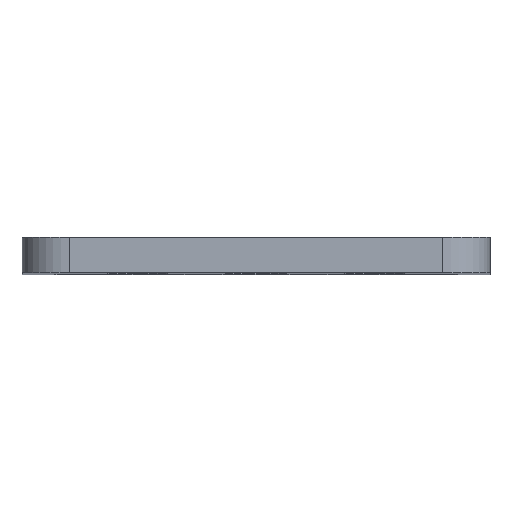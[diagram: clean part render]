
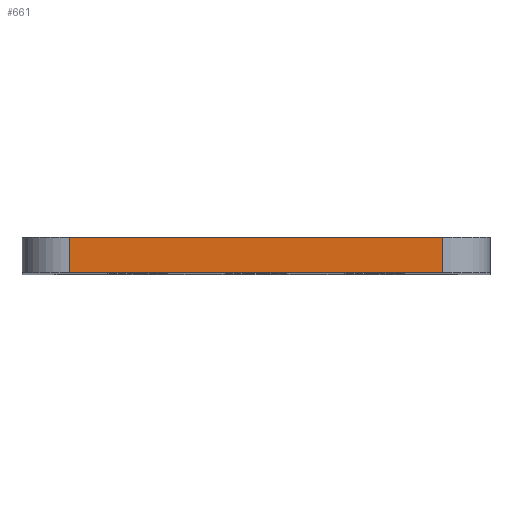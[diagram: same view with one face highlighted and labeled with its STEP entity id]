
A CAD part, top view. The second image highlights one B-rep face of the part: STEP entity #661.
In plain terms, the highlighted planar face has unit normal (0, 0, 1).
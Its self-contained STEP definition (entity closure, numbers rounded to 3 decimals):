
#39=PLANE('',#746);
#65=FACE_OUTER_BOUND('',#120,.T.);
#120=EDGE_LOOP('',(#552,#553,#554,#555));
#154=LINE('',#1048,#209);
#169=LINE('',#1096,#224);
#178=LINE('',#1118,#233);
#180=LINE('',#1121,#235);
#209=VECTOR('',#852,1000.);
#224=VECTOR('',#891,1000.);
#233=VECTOR('',#910,1000.);
#235=VECTOR('',#914,1000.);
#318=VERTEX_POINT('',#1045);
#319=VERTEX_POINT('',#1047);
#334=VERTEX_POINT('',#1082);
#340=VERTEX_POINT('',#1094);
#387=EDGE_CURVE('',#318,#319,#154,.T.);
#413=EDGE_CURVE('',#334,#340,#169,.T.);
#426=EDGE_CURVE('',#318,#334,#178,.T.);
#428=EDGE_CURVE('',#319,#340,#180,.T.);
#552=ORIENTED_EDGE('',*,*,#413,.T.);
#553=ORIENTED_EDGE('',*,*,#428,.F.);
#554=ORIENTED_EDGE('',*,*,#387,.F.);
#555=ORIENTED_EDGE('',*,*,#426,.T.);
#661=ADVANCED_FACE('',(#65),#39,.F.);
#746=AXIS2_PLACEMENT_3D('',#1120,#912,#913);
#852=DIRECTION('',(1.,0.,0.));
#891=DIRECTION('',(1.,0.,0.));
#910=DIRECTION('',(0.,-1.,0.));
#912=DIRECTION('center_axis',(0.,0.,-1.));
#913=DIRECTION('ref_axis',(-1.,0.,0.));
#914=DIRECTION('',(0.,-1.,0.));
#1045=CARTESIAN_POINT('',(-15.75,3.,60.75));
#1047=CARTESIAN_POINT('',(15.75,3.,60.75));
#1048=CARTESIAN_POINT('',(15.75,3.,60.75));
#1082=CARTESIAN_POINT('',(-15.75,0.,60.75));
#1094=CARTESIAN_POINT('',(15.75,0.,60.75));
#1096=CARTESIAN_POINT('',(15.75,0.,60.75));
#1118=CARTESIAN_POINT('',(-15.75,3.,60.75));
#1120=CARTESIAN_POINT('Origin',(15.75,3.,60.75));
#1121=CARTESIAN_POINT('',(15.75,3.,60.75));
